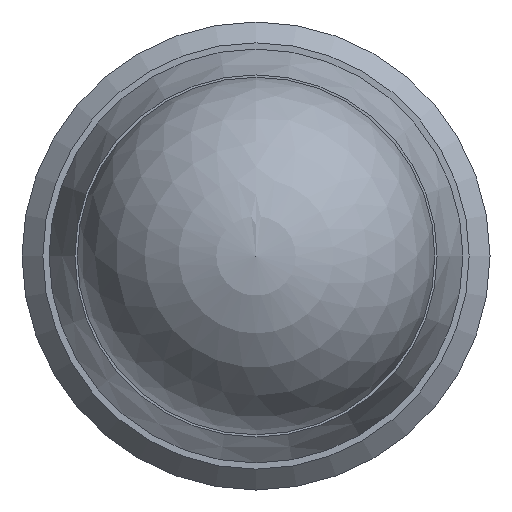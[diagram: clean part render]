
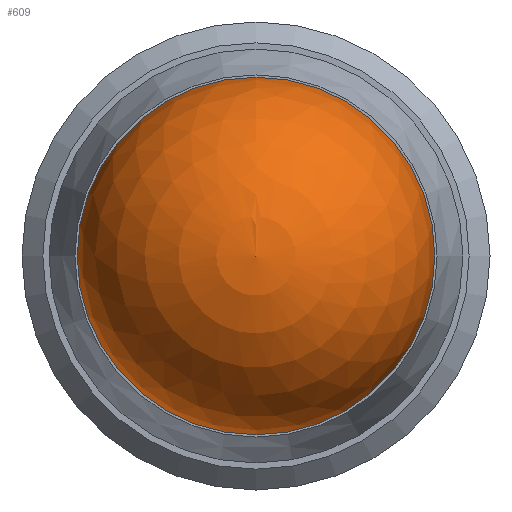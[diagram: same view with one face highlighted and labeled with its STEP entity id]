
A CAD part, front view. The second image highlights one B-rep face of the part: STEP entity #609.
In plain terms, the highlighted spherical face has radius 12.7 mm.
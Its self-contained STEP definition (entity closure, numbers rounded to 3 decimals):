
#15=SPHERICAL_SURFACE('',#677,12.7);
#113=FACE_OUTER_BOUND('',#154,.T.);
#154=EDGE_LOOP('',(#410,#411,#412,#413));
#206=CIRCLE('',#675,12.7);
#207=CIRCLE('',#676,12.7);
#208=CIRCLE('',#678,12.7);
#259=VERTEX_POINT('',#988);
#260=VERTEX_POINT('',#989);
#261=VERTEX_POINT('',#994);
#319=EDGE_CURVE('',#259,#260,#206,.T.);
#321=EDGE_CURVE('',#260,#259,#207,.T.);
#322=EDGE_CURVE('',#260,#261,#208,.T.);
#410=ORIENTED_EDGE('',*,*,#319,.T.);
#411=ORIENTED_EDGE('',*,*,#322,.T.);
#412=ORIENTED_EDGE('',*,*,#322,.F.);
#413=ORIENTED_EDGE('',*,*,#321,.T.);
#609=ADVANCED_FACE('',(#113),#15,.T.);
#675=AXIS2_PLACEMENT_3D('',#990,#784,#785);
#676=AXIS2_PLACEMENT_3D('',#992,#787,#788);
#677=AXIS2_PLACEMENT_3D('',#993,#789,#790);
#678=AXIS2_PLACEMENT_3D('',#995,#791,#792);
#784=DIRECTION('center_axis',(0.,-1.,0.));
#785=DIRECTION('ref_axis',(1.,0.,0.));
#787=DIRECTION('center_axis',(0.,-1.,0.));
#788=DIRECTION('ref_axis',(1.,0.,0.));
#789=DIRECTION('center_axis',(0.,1.,0.));
#790=DIRECTION('ref_axis',(0.,0.,-1.));
#791=DIRECTION('center_axis',(1.,0.,0.));
#792=DIRECTION('ref_axis',(0.,0.,1.));
#988=CARTESIAN_POINT('',(-12.7,12.7,0.));
#989=CARTESIAN_POINT('',(0.,12.7,12.7));
#990=CARTESIAN_POINT('Origin',(0.,12.7,0.));
#992=CARTESIAN_POINT('Origin',(0.,12.7,0.));
#993=CARTESIAN_POINT('Origin',(0.,12.7,0.));
#994=CARTESIAN_POINT('',(0.,0.,0.));
#995=CARTESIAN_POINT('Origin',(0.,12.7,0.));
